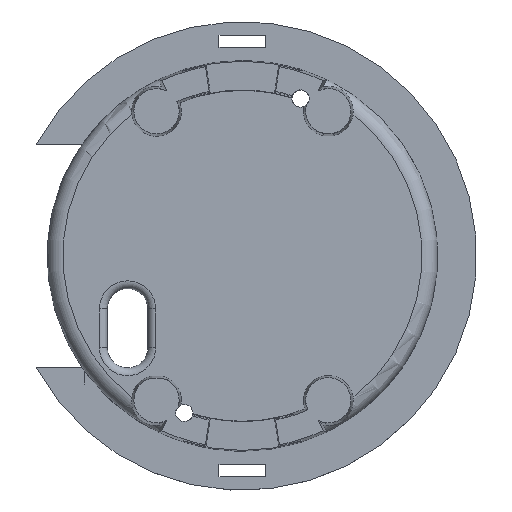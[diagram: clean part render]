
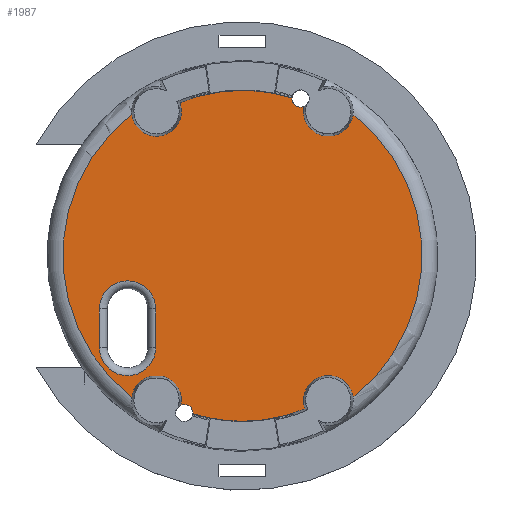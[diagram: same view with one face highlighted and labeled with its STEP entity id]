
A CAD part, top view. The second image highlights one B-rep face of the part: STEP entity #1987.
In plain terms, the highlighted planar face has unit normal (0, 0, 1).
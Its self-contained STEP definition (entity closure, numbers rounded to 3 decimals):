
#23=FACE_BOUND('',#258,.T.);
#73=PLANE('',#2124);
#148=FACE_OUTER_BOUND('',#257,.T.);
#257=EDGE_LOOP('',(#1367,#1368,#1369,#1370,#1371,#1372,#1373,#1374,#1375,
#1376,#1377,#1378,#1379,#1380,#1381,#1382,#1383));
#258=EDGE_LOOP('',(#1384,#1385,#1386,#1387));
#395=LINE('',#2989,#565);
#396=LINE('',#3004,#566);
#397=LINE('',#3009,#567);
#398=LINE('',#3012,#568);
#565=VECTOR('',#2371,10.);
#566=VECTOR('',#2386,10.);
#567=VECTOR('',#2389,10.);
#568=VECTOR('',#2392,10.);
#730=CIRCLE('',#2111,1.1);
#734=CIRCLE('',#2115,1.1);
#740=CIRCLE('',#2123,3.175);
#741=CIRCLE('',#2125,21.143);
#742=CIRCLE('',#2126,21.143);
#743=CIRCLE('',#2127,3.175);
#744=CIRCLE('',#2128,23.);
#745=CIRCLE('',#2129,3.175);
#746=CIRCLE('',#2130,3.175);
#747=CIRCLE('',#2131,1.1);
#748=CIRCLE('',#2132,21.143);
#749=CIRCLE('',#2133,21.143);
#750=CIRCLE('',#2134,3.175);
#751=CIRCLE('',#2135,23.);
#752=CIRCLE('',#2136,3.175);
#753=CIRCLE('',#2137,3.6);
#754=CIRCLE('',#2138,3.6);
#830=VERTEX_POINT('',#2916);
#831=VERTEX_POINT('',#2918);
#838=VERTEX_POINT('',#2944);
#846=VERTEX_POINT('',#2968);
#848=VERTEX_POINT('',#2978);
#849=VERTEX_POINT('',#2980);
#850=VERTEX_POINT('',#2982);
#851=VERTEX_POINT('',#2984);
#852=VERTEX_POINT('',#2986);
#853=VERTEX_POINT('',#2988);
#854=VERTEX_POINT('',#2990);
#855=VERTEX_POINT('',#2992);
#856=VERTEX_POINT('',#2994);
#857=VERTEX_POINT('',#2996);
#858=VERTEX_POINT('',#2998);
#859=VERTEX_POINT('',#3000);
#860=VERTEX_POINT('',#3002);
#861=VERTEX_POINT('',#3005);
#862=VERTEX_POINT('',#3006);
#863=VERTEX_POINT('',#3008);
#864=VERTEX_POINT('',#3010);
#1028=EDGE_CURVE('',#831,#830,#730,.T.);
#1036=EDGE_CURVE('',#830,#838,#734,.T.);
#1046=EDGE_CURVE('',#831,#846,#740,.T.);
#1049=EDGE_CURVE('',#848,#838,#741,.T.);
#1050=EDGE_CURVE('',#849,#848,#742,.T.);
#1051=EDGE_CURVE('',#850,#849,#743,.T.);
#1052=EDGE_CURVE('',#851,#850,#744,.T.);
#1053=EDGE_CURVE('',#852,#851,#745,.T.);
#1054=EDGE_CURVE('',#853,#852,#395,.T.);
#1055=EDGE_CURVE('',#854,#853,#746,.T.);
#1056=EDGE_CURVE('',#854,#855,#747,.T.);
#1057=EDGE_CURVE('',#856,#855,#748,.T.);
#1058=EDGE_CURVE('',#857,#856,#749,.T.);
#1059=EDGE_CURVE('',#858,#857,#750,.T.);
#1060=EDGE_CURVE('',#859,#858,#751,.T.);
#1061=EDGE_CURVE('',#860,#859,#752,.T.);
#1062=EDGE_CURVE('',#846,#860,#396,.T.);
#1063=EDGE_CURVE('',#861,#862,#753,.T.);
#1064=EDGE_CURVE('',#863,#861,#397,.T.);
#1065=EDGE_CURVE('',#864,#863,#754,.T.);
#1066=EDGE_CURVE('',#862,#864,#398,.T.);
#1367=ORIENTED_EDGE('',*,*,#1028,.T.);
#1368=ORIENTED_EDGE('',*,*,#1036,.T.);
#1369=ORIENTED_EDGE('',*,*,#1049,.F.);
#1370=ORIENTED_EDGE('',*,*,#1050,.F.);
#1371=ORIENTED_EDGE('',*,*,#1051,.F.);
#1372=ORIENTED_EDGE('',*,*,#1052,.F.);
#1373=ORIENTED_EDGE('',*,*,#1053,.F.);
#1374=ORIENTED_EDGE('',*,*,#1054,.F.);
#1375=ORIENTED_EDGE('',*,*,#1055,.F.);
#1376=ORIENTED_EDGE('',*,*,#1056,.T.);
#1377=ORIENTED_EDGE('',*,*,#1057,.F.);
#1378=ORIENTED_EDGE('',*,*,#1058,.F.);
#1379=ORIENTED_EDGE('',*,*,#1059,.F.);
#1380=ORIENTED_EDGE('',*,*,#1060,.F.);
#1381=ORIENTED_EDGE('',*,*,#1061,.F.);
#1382=ORIENTED_EDGE('',*,*,#1062,.F.);
#1383=ORIENTED_EDGE('',*,*,#1046,.F.);
#1384=ORIENTED_EDGE('',*,*,#1063,.F.);
#1385=ORIENTED_EDGE('',*,*,#1064,.F.);
#1386=ORIENTED_EDGE('',*,*,#1065,.F.);
#1387=ORIENTED_EDGE('',*,*,#1066,.F.);
#1987=ADVANCED_FACE('',(#148,#23),#73,.T.);
#2111=AXIS2_PLACEMENT_3D('',#2919,#2328,#2329);
#2115=AXIS2_PLACEMENT_3D('',#2949,#2337,#2338);
#2123=AXIS2_PLACEMENT_3D('',#2969,#2357,#2358);
#2124=AXIS2_PLACEMENT_3D('',#2977,#2359,#2360);
#2125=AXIS2_PLACEMENT_3D('',#2979,#2361,#2362);
#2126=AXIS2_PLACEMENT_3D('',#2981,#2363,#2364);
#2127=AXIS2_PLACEMENT_3D('',#2983,#2365,#2366);
#2128=AXIS2_PLACEMENT_3D('',#2985,#2367,#2368);
#2129=AXIS2_PLACEMENT_3D('',#2987,#2369,#2370);
#2130=AXIS2_PLACEMENT_3D('',#2991,#2372,#2373);
#2131=AXIS2_PLACEMENT_3D('',#2993,#2374,#2375);
#2132=AXIS2_PLACEMENT_3D('',#2995,#2376,#2377);
#2133=AXIS2_PLACEMENT_3D('',#2997,#2378,#2379);
#2134=AXIS2_PLACEMENT_3D('',#2999,#2380,#2381);
#2135=AXIS2_PLACEMENT_3D('',#3001,#2382,#2383);
#2136=AXIS2_PLACEMENT_3D('',#3003,#2384,#2385);
#2137=AXIS2_PLACEMENT_3D('',#3007,#2387,#2388);
#2138=AXIS2_PLACEMENT_3D('',#3011,#2390,#2391);
#2328=DIRECTION('center_axis',(0.,0.,
-1.));
#2329=DIRECTION('ref_axis',(-1.,0.,0.));
#2337=DIRECTION('center_axis',(0.,0.,
-1.));
#2338=DIRECTION('ref_axis',(-1.,0.,0.));
#2357=DIRECTION('center_axis',(0.,0.,
1.));
#2358=DIRECTION('ref_axis',(-1.,0.,0.));
#2359=DIRECTION('center_axis',(0.,0.,
1.));
#2360=DIRECTION('ref_axis',(-1.,0.,0.));
#2361=DIRECTION('center_axis',(0.,0.,
-1.));
#2362=DIRECTION('ref_axis',(-0.387,-0.922,0.));
#2363=DIRECTION('center_axis',(0.,0.,
-1.));
#2364=DIRECTION('ref_axis',(0.,-1.,0.));
#2365=DIRECTION('center_axis',(0.,0.,
1.));
#2366=DIRECTION('ref_axis',(-1.,0.,0.));
#2367=DIRECTION('center_axis',(0.,0.,
-1.));
#2368=DIRECTION('ref_axis',(0.721,-0.693,0.));
#2369=DIRECTION('center_axis',(0.,0.,
1.));
#2370=DIRECTION('ref_axis',(1.,0.,0.));
#2371=DIRECTION('',(1.,0.,0.));
#2372=DIRECTION('center_axis',(0.,0.,
1.));
#2373=DIRECTION('ref_axis',(1.,0.,0.));
#2374=DIRECTION('center_axis',(0.,0.,
-1.));
#2375=DIRECTION('ref_axis',(-1.,0.,0.));
#2376=DIRECTION('center_axis',(0.,0.,
-1.));
#2377=DIRECTION('ref_axis',(0.387,0.922,0.));
#2378=DIRECTION('center_axis',(0.,0.,
-1.));
#2379=DIRECTION('ref_axis',(0.,1.,0.));
#2380=DIRECTION('center_axis',(0.,0.,
1.));
#2381=DIRECTION('ref_axis',(1.,0.,0.));
#2382=DIRECTION('center_axis',(0.,0.,
-1.));
#2383=DIRECTION('ref_axis',(0.721,-0.693,0.));
#2384=DIRECTION('center_axis',(0.,0.,
1.));
#2385=DIRECTION('ref_axis',(-1.,0.,0.));
#2386=DIRECTION('',(-1.,0.,0.));
#2387=DIRECTION('center_axis',(0.,0.,
1.));
#2388=DIRECTION('ref_axis',(0.,1.,0.));
#2389=DIRECTION('',(0.,1.,0.));
#2390=DIRECTION('center_axis',(0.,0.,
1.));
#2391=DIRECTION('ref_axis',(0.,-1.,0.));
#2392=DIRECTION('',(0.,-1.,0.));
#2916=CARTESIAN_POINT('',(-6.343,-20.134,4.8));
#2918=CARTESIAN_POINT('',(-7.888,-19.128,4.8));
#2919=CARTESIAN_POINT('Origin',(-7.443,-20.134,4.8));
#2944=CARTESIAN_POINT('',(-6.346,-20.211,4.8));
#2949=CARTESIAN_POINT('Origin',(-7.443,-20.134,4.8));
#2968=CARTESIAN_POINT('',(-10.364,-15.39,4.8));
#2969=CARTESIAN_POINT('Origin',(-11.,-18.5,4.8));
#2977=CARTESIAN_POINT('Origin',(0.,0.,
4.8));
#2978=CARTESIAN_POINT('',(0.,-21.185,4.8));
#2979=CARTESIAN_POINT('Origin',(-0.001,-0.043,
4.8));
#2980=CARTESIAN_POINT('',(8.024,-19.604,4.8));
#2981=CARTESIAN_POINT('Origin',(0.001,-0.043,
4.8));
#2982=CARTESIAN_POINT('',(14.153,-18.13,4.8));
#2983=CARTESIAN_POINT('Origin',(11.,-18.5,4.8));
#2984=CARTESIAN_POINT('',(14.153,18.13,4.8));
#2985=CARTESIAN_POINT('Origin',(0.,0.,
4.8));
#2986=CARTESIAN_POINT('',(11.636,15.39,4.8));
#2987=CARTESIAN_POINT('Origin',(11.,18.5,4.8));
#2988=CARTESIAN_POINT('',(10.364,15.39,4.8));
#2989=CARTESIAN_POINT('',(5.191,15.39,4.8));
#2990=CARTESIAN_POINT('',(7.888,19.128,4.8));
#2991=CARTESIAN_POINT('Origin',(11.,18.5,4.8));
#2992=CARTESIAN_POINT('',(6.346,20.211,4.8));
#2993=CARTESIAN_POINT('Origin',(7.443,20.134,4.8));
#2994=CARTESIAN_POINT('',(0.,21.185,4.8));
#2995=CARTESIAN_POINT('Origin',(0.001,0.043,
4.8));
#2996=CARTESIAN_POINT('',(-8.024,19.604,4.8));
#2997=CARTESIAN_POINT('Origin',(-0.001,0.043,
4.8));
#2998=CARTESIAN_POINT('',(-14.153,18.13,4.8));
#2999=CARTESIAN_POINT('Origin',(-11.,18.5,4.8));
#3000=CARTESIAN_POINT('',(-14.153,-18.13,4.8));
#3001=CARTESIAN_POINT('Origin',(0.,0.,
4.8));
#3002=CARTESIAN_POINT('',(-11.636,-15.39,4.8));
#3003=CARTESIAN_POINT('Origin',(-11.,-18.5,4.8));
#3004=CARTESIAN_POINT('',(-5.191,-15.39,4.8));
#3005=CARTESIAN_POINT('',(-11.1,-6.8,4.8));
#3006=CARTESIAN_POINT('',(-18.3,-6.8,4.8));
#3007=CARTESIAN_POINT('Origin',(-14.7,-6.8,4.8));
#3008=CARTESIAN_POINT('',(-11.1,-11.75,4.8));
#3009=CARTESIAN_POINT('',(-11.1,-3.4,4.8));
#3010=CARTESIAN_POINT('',(-18.3,-11.75,4.8));
#3011=CARTESIAN_POINT('Origin',(-14.7,-11.75,4.8));
#3012=CARTESIAN_POINT('',(-18.3,-5.875,4.8));
